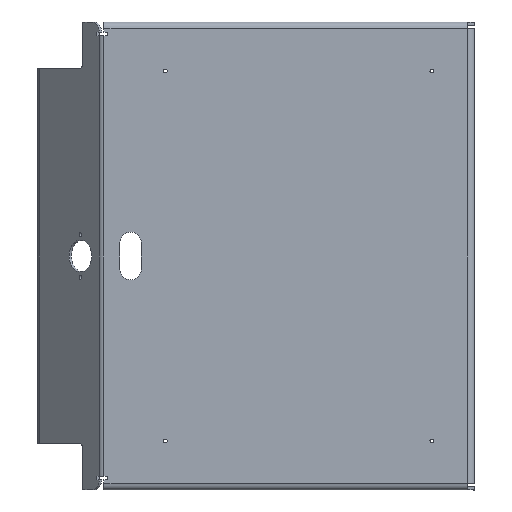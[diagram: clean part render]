
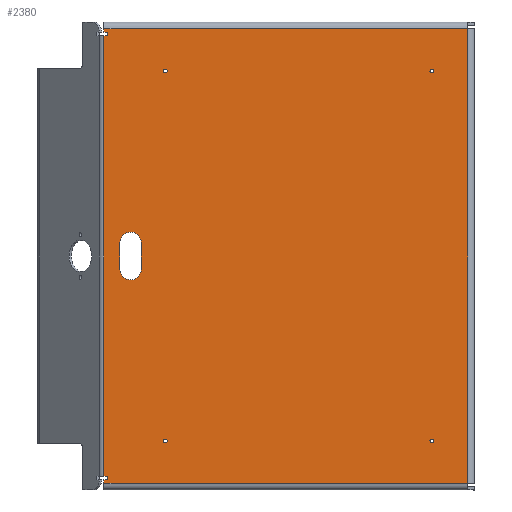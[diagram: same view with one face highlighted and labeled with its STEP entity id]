
A CAD part, left-side view. The second image highlights one B-rep face of the part: STEP entity #2380.
In plain terms, the highlighted planar face has unit normal (-1, 0, 0).
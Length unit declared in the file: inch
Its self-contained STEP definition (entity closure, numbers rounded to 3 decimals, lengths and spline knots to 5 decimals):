
#53=FACE_BOUND('',#429,.T.);
#54=FACE_BOUND('',#430,.T.);
#55=FACE_BOUND('',#431,.T.);
#56=FACE_BOUND('',#432,.T.);
#57=FACE_BOUND('',#433,.T.);
#159=PLANE('',#2601);
#258=FACE_OUTER_BOUND('',#428,.T.);
#428=EDGE_LOOP('',(#1951,#1952,#1953,#1954,#1955,#1956,#1957,#1958,#1959,
#1960,#1961,#1962));
#429=EDGE_LOOP('',(#1963));
#430=EDGE_LOOP('',(#1964));
#431=EDGE_LOOP('',(#1965));
#432=EDGE_LOOP('',(#1966));
#433=EDGE_LOOP('',(#1967,#1968,#1969,#1970));
#668=LINE('',#3829,#860);
#674=LINE('',#3843,#866);
#677=LINE('',#3847,#869);
#680=LINE('',#3853,#872);
#684=LINE('',#3867,#876);
#688=LINE('',#3877,#880);
#691=LINE('',#3885,#883);
#694=LINE('',#3891,#886);
#697=LINE('',#3897,#889);
#699=LINE('',#3900,#891);
#705=LINE('',#3911,#897);
#707=LINE('',#3915,#899);
#708=LINE('',#3917,#900);
#709=LINE('',#3918,#901);
#860=VECTOR('',#3098,0.11681);
#866=VECTOR('',#3110,0.11681);
#869=VECTOR('',#3115,0.125);
#872=VECTOR('',#3120,0.125);
#876=VECTOR('',#3132,0.98425);
#880=VECTOR('',#3144,0.98425);
#883=VECTOR('',#3149,0.125);
#886=VECTOR('',#3154,0.11681);
#889=VECTOR('',#3159,0.125);
#891=VECTOR('',#3163,0.11681);
#897=VECTOR('',#3177,16.2874);
#899=VECTOR('',#3181,13.43607);
#900=VECTOR('',#3182,16.7874);
#901=VECTOR('',#3183,13.43607);
#1004=CIRCLE('',#2555,0.0689);
#1006=CIRCLE('',#2558,0.0689);
#1008=CIRCLE('',#2561,0.0689);
#1010=CIRCLE('',#2564,0.0689);
#1019=CIRCLE('',#2587,0.3937);
#1021=CIRCLE('',#2591,0.3937);
#1200=VERTEX_POINT('',#3774);
#1202=VERTEX_POINT('',#3779);
#1204=VERTEX_POINT('',#3784);
#1206=VERTEX_POINT('',#3789);
#1208=VERTEX_POINT('',#3793);
#1210=VERTEX_POINT('',#3800);
#1219=VERTEX_POINT('',#3827);
#1223=VERTEX_POINT('',#3840);
#1224=VERTEX_POINT('',#3842);
#1226=VERTEX_POINT('',#3851);
#1229=VERTEX_POINT('',#3858);
#1230=VERTEX_POINT('',#3860);
#1232=VERTEX_POINT('',#3866);
#1234=VERTEX_POINT('',#3872);
#1237=VERTEX_POINT('',#3882);
#1238=VERTEX_POINT('',#3884);
#1240=VERTEX_POINT('',#3890);
#1242=VERTEX_POINT('',#3896);
#1244=VERTEX_POINT('',#3914);
#1245=VERTEX_POINT('',#3916);
#1459=EDGE_CURVE('',#1200,#1200,#1004,.T.);
#1461=EDGE_CURVE('',#1202,#1202,#1006,.T.);
#1463=EDGE_CURVE('',#1204,#1204,#1008,.T.);
#1465=EDGE_CURVE('',#1206,#1206,#1010,.T.);
#1483=EDGE_CURVE('',#1210,#1219,#668,.T.);
#1489=EDGE_CURVE('',#1224,#1223,#674,.T.);
#1492=EDGE_CURVE('',#1219,#1224,#677,.T.);
#1495=EDGE_CURVE('',#1223,#1226,#680,.T.);
#1498=EDGE_CURVE('',#1230,#1229,#1019,.T.);
#1501=EDGE_CURVE('',#1232,#1230,#684,.T.);
#1504=EDGE_CURVE('',#1234,#1232,#1021,.T.);
#1507=EDGE_CURVE('',#1229,#1234,#688,.T.);
#1510=EDGE_CURVE('',#1238,#1237,#691,.T.);
#1513=EDGE_CURVE('',#1240,#1238,#694,.T.);
#1516=EDGE_CURVE('',#1242,#1240,#697,.T.);
#1518=EDGE_CURVE('',#1237,#1208,#699,.T.);
#1524=EDGE_CURVE('',#1208,#1210,#705,.T.);
#1526=EDGE_CURVE('',#1226,#1244,#707,.T.);
#1527=EDGE_CURVE('',#1244,#1245,#708,.T.);
#1528=EDGE_CURVE('',#1245,#1242,#709,.T.);
#1951=ORIENTED_EDGE('',*,*,#1483,.T.);
#1952=ORIENTED_EDGE('',*,*,#1492,.T.);
#1953=ORIENTED_EDGE('',*,*,#1489,.T.);
#1954=ORIENTED_EDGE('',*,*,#1495,.T.);
#1955=ORIENTED_EDGE('',*,*,#1526,.T.);
#1956=ORIENTED_EDGE('',*,*,#1527,.T.);
#1957=ORIENTED_EDGE('',*,*,#1528,.T.);
#1958=ORIENTED_EDGE('',*,*,#1516,.T.);
#1959=ORIENTED_EDGE('',*,*,#1513,.T.);
#1960=ORIENTED_EDGE('',*,*,#1510,.T.);
#1961=ORIENTED_EDGE('',*,*,#1518,.T.);
#1962=ORIENTED_EDGE('',*,*,#1524,.T.);
#1963=ORIENTED_EDGE('',*,*,#1459,.T.);
#1964=ORIENTED_EDGE('',*,*,#1461,.T.);
#1965=ORIENTED_EDGE('',*,*,#1463,.T.);
#1966=ORIENTED_EDGE('',*,*,#1465,.T.);
#1967=ORIENTED_EDGE('',*,*,#1504,.T.);
#1968=ORIENTED_EDGE('',*,*,#1501,.T.);
#1969=ORIENTED_EDGE('',*,*,#1498,.T.);
#1970=ORIENTED_EDGE('',*,*,#1507,.T.);
#2380=ADVANCED_FACE('',(#258,#53,#54,#55,#56,#57),#159,.F.);
#2555=AXIS2_PLACEMENT_3D('',#3775,#3038,#3039);
#2558=AXIS2_PLACEMENT_3D('',#3780,#3044,#3045);
#2561=AXIS2_PLACEMENT_3D('',#3785,#3050,#3051);
#2564=AXIS2_PLACEMENT_3D('',#3790,#3056,#3057);
#2587=AXIS2_PLACEMENT_3D('',#3861,#3126,#3127);
#2591=AXIS2_PLACEMENT_3D('',#3873,#3138,#3139);
#2601=AXIS2_PLACEMENT_3D('',#3913,#3179,#3180);
#3038=DIRECTION('center_axis',(1.,0.,0.));
#3039=DIRECTION('ref_axis',(0.,0.,-1.));
#3044=DIRECTION('center_axis',(1.,0.,0.));
#3045=DIRECTION('ref_axis',(0.,0.,-1.));
#3050=DIRECTION('center_axis',(1.,0.,0.));
#3051=DIRECTION('ref_axis',(0.,0.,-1.));
#3056=DIRECTION('center_axis',(1.,0.,0.));
#3057=DIRECTION('ref_axis',(0.,0.,-1.));
#3098=DIRECTION('',(0.,-1.,0.));
#3110=DIRECTION('',(0.,1.,0.));
#3115=DIRECTION('',(0.,0.,-1.));
#3120=DIRECTION('',(0.,0.,-1.));
#3126=DIRECTION('center_axis',(1.,0.,0.));
#3127=DIRECTION('ref_axis',(0.,1.,0.));
#3132=DIRECTION('',(0.,0.,-1.));
#3138=DIRECTION('center_axis',(1.,0.,0.));
#3139=DIRECTION('ref_axis',(0.,-1.,0.));
#3144=DIRECTION('',(0.,0.,1.));
#3149=DIRECTION('',(0.,0.,-1.));
#3154=DIRECTION('',(0.,-1.,0.));
#3159=DIRECTION('',(0.,0.,-1.));
#3163=DIRECTION('',(0.,1.,0.));
#3177=DIRECTION('',(0.,0.,-1.));
#3179=DIRECTION('center_axis',(1.,0.,0.));
#3180=DIRECTION('ref_axis',(0.,0.,-1.));
#3181=DIRECTION('',(0.,-1.,0.));
#3182=DIRECTION('',(0.,0.,1.));
#3183=DIRECTION('',(0.,1.,0.));
#3774=CARTESIAN_POINT('',(6.2874,3.14961,6.90138));
#3775=CARTESIAN_POINT('Origin',(6.2874,3.14961,6.83248));
#3779=CARTESIAN_POINT('',(6.2874,12.99213,-6.76358));
#3780=CARTESIAN_POINT('Origin',(6.2874,12.99213,-6.83248));
#3784=CARTESIAN_POINT('',(6.2874,3.14961,-6.76358));
#3785=CARTESIAN_POINT('Origin',(6.2874,3.14961,-6.83248));
#3789=CARTESIAN_POINT('',(6.2874,12.99213,6.90138));
#3790=CARTESIAN_POINT('Origin',(6.2874,12.99213,6.83248));
#3793=CARTESIAN_POINT('',(6.2874,15.26087,8.1437));
#3800=CARTESIAN_POINT('',(6.2874,15.26087,-8.1437));
#3827=CARTESIAN_POINT('',(6.2874,15.14406,-8.1437));
#3829=CARTESIAN_POINT('',(6.2874,11.99434,-8.1437));
#3840=CARTESIAN_POINT('',(6.2874,15.26087,-8.2687));
#3842=CARTESIAN_POINT('',(6.2874,15.14406,-8.2687));
#3843=CARTESIAN_POINT('',(6.2874,11.80684,-8.2687));
#3847=CARTESIAN_POINT('',(6.2874,15.14406,-4.07185));
#3851=CARTESIAN_POINT('',(6.2874,15.26087,-8.3937));
#3853=CARTESIAN_POINT('',(6.2874,15.26087,-4.32185));
#3858=CARTESIAN_POINT('',(6.2874,14.67032,-0.49213));
#3860=CARTESIAN_POINT('',(6.2874,13.88292,-0.49213));
#3861=CARTESIAN_POINT('Origin',(6.2874,14.27662,-0.49213));
#3866=CARTESIAN_POINT('',(6.2874,13.88292,0.49213));
#3867=CARTESIAN_POINT('',(6.2874,13.88292,0.24606));
#3872=CARTESIAN_POINT('',(6.2874,14.67032,0.49213));
#3873=CARTESIAN_POINT('Origin',(6.2874,14.27662,0.49213));
#3877=CARTESIAN_POINT('',(6.2874,14.67032,-0.24606));
#3882=CARTESIAN_POINT('',(6.2874,15.14406,8.1437));
#3884=CARTESIAN_POINT('',(6.2874,15.14406,8.2687));
#3885=CARTESIAN_POINT('',(6.2874,15.14406,4.13435));
#3890=CARTESIAN_POINT('',(6.2874,15.26087,8.2687));
#3891=CARTESIAN_POINT('',(6.2874,11.99434,8.2687));
#3896=CARTESIAN_POINT('',(6.2874,15.26087,8.3937));
#3897=CARTESIAN_POINT('',(6.2874,15.26087,-4.32185));
#3900=CARTESIAN_POINT('',(6.2874,11.90059,8.1437));
#3911=CARTESIAN_POINT('',(6.2874,15.26087,-4.32185));
#3913=CARTESIAN_POINT('Origin',(6.2874,8.46962,0.));
#3914=CARTESIAN_POINT('',(6.2874,1.8248,-8.3937));
#3915=CARTESIAN_POINT('',(6.2874,5.02221,-8.3937));
#3916=CARTESIAN_POINT('',(6.2874,1.8248,8.3937));
#3917=CARTESIAN_POINT('',(6.2874,1.8248,-4.19685));
#3918=CARTESIAN_POINT('',(6.2874,11.86524,8.3937));
